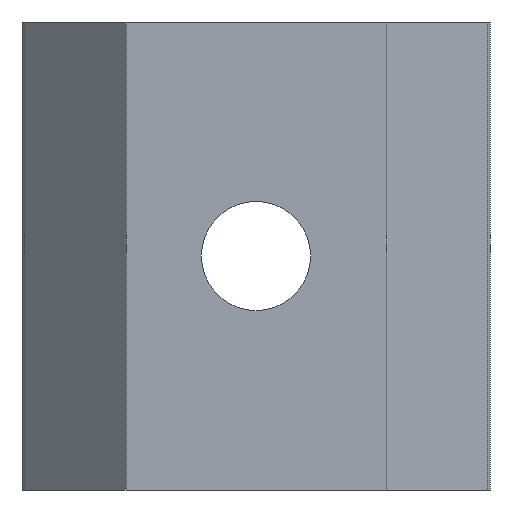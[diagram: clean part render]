
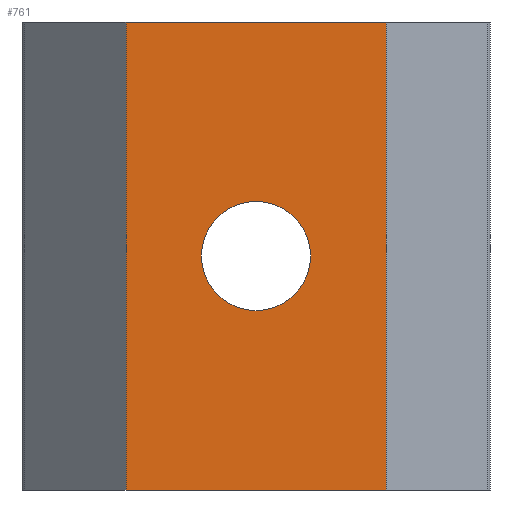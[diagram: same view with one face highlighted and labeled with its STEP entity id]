
A CAD part, front view. The second image highlights one B-rep face of the part: STEP entity #761.
In plain terms, the highlighted planar face has unit normal (0, -1, 0).
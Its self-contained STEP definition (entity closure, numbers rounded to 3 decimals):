
#5 = DIRECTION ( 'NONE',  ( 1., 0., 0. ) ) ;
#17 = CARTESIAN_POINT ( 'NONE',  ( 5., -4.5, -9. ) ) ;
#24 = EDGE_CURVE ( 'NONE', #443, #409, #467, .T. ) ;
#54 = VERTEX_POINT ( 'NONE', #582 ) ;
#55 = CARTESIAN_POINT ( 'NONE',  ( 5., -4.5, 9. ) ) ;
#63 = CARTESIAN_POINT ( 'NONE',  ( 5., -4.5, 9. ) ) ;
#72 = ORIENTED_EDGE ( 'NONE', *, *, #181, .T. ) ;
#107 = DIRECTION ( 'NONE',  ( 0., 1., 0. ) ) ;
#118 = LINE ( 'NONE', #140, #403 ) ;
#121 = DIRECTION ( 'NONE',  ( 0., 1., 0. ) ) ;
#131 = ORIENTED_EDGE ( 'NONE', *, *, #719, .T. ) ;
#140 = CARTESIAN_POINT ( 'NONE',  ( 5., -4.5, -9. ) ) ;
#165 = AXIS2_PLACEMENT_3D ( 'NONE', #63, #107, #194 ) ;
#181 = EDGE_CURVE ( 'NONE', #352, #54, #641, .T. ) ;
#194 = DIRECTION ( 'NONE',  ( -1., 0., 0. ) ) ;
#210 = DIRECTION ( 'NONE',  ( 0., 0., -1. ) ) ;
#234 = ORIENTED_EDGE ( 'NONE', *, *, #332, .T. ) ;
#238 = EDGE_CURVE ( 'NONE', #409, #672, #436, .T. ) ;
#253 = DIRECTION ( 'NONE',  ( 0., 0., -1. ) ) ;
#255 = ORIENTED_EDGE ( 'NONE', *, *, #238, .F. ) ;
#299 = VECTOR ( 'NONE', #253, 1000. ) ;
#311 = FACE_BOUND ( 'NONE', #363, .T. ) ;
#332 = EDGE_CURVE ( 'NONE', #443, #508, #678, .T. ) ;
#345 = CARTESIAN_POINT ( 'NONE',  ( -5., -4.5, 9. ) ) ;
#347 = CARTESIAN_POINT ( 'NONE',  ( 5., -4.5, 9. ) ) ;
#351 = CARTESIAN_POINT ( 'NONE',  ( -2.1, -4.5, 0. ) ) ;
#352 = VERTEX_POINT ( 'NONE', #351 ) ;
#362 = VECTOR ( 'NONE', #210, 1000. ) ;
#363 = EDGE_LOOP ( 'NONE', ( #72, #509 ) ) ;
#403 = VECTOR ( 'NONE', #5, 1000. ) ;
#409 = VERTEX_POINT ( 'NONE', #424 ) ;
#413 = CARTESIAN_POINT ( 'NONE',  ( -5., -4.5, 9. ) ) ;
#424 = CARTESIAN_POINT ( 'NONE',  ( 5., -4.5, 9. ) ) ;
#428 = FACE_OUTER_BOUND ( 'NONE', #619, .T. ) ;
#436 = LINE ( 'NONE', #347, #299 ) ;
#440 = CARTESIAN_POINT ( 'NONE',  ( 0., -4.5, 0. ) ) ;
#443 = VERTEX_POINT ( 'NONE', #413 ) ;
#452 = ORIENTED_EDGE ( 'NONE', *, *, #24, .F. ) ;
#467 = LINE ( 'NONE', #55, #624 ) ;
#473 = DIRECTION ( 'NONE',  ( 1., 0., 0. ) ) ;
#508 = VERTEX_POINT ( 'NONE', #545 ) ;
#509 = ORIENTED_EDGE ( 'NONE', *, *, #559, .T. ) ;
#519 = DIRECTION ( 'NONE',  ( 0., 1., 0. ) ) ;
#521 = PLANE ( 'NONE',  #165 ) ;
#524 = CIRCLE ( 'NONE', #636, 2.1 ) ;
#542 = DIRECTION ( 'NONE',  ( -1., 0., 0. ) ) ;
#545 = CARTESIAN_POINT ( 'NONE',  ( -5., -4.5, -9. ) ) ;
#559 = EDGE_CURVE ( 'NONE', #54, #352, #524, .T. ) ;
#582 = CARTESIAN_POINT ( 'NONE',  ( 2.1, -4.5, 0. ) ) ;
#585 = CARTESIAN_POINT ( 'NONE',  ( 0., -4.5, 0. ) ) ;
#619 = EDGE_LOOP ( 'NONE', ( #131, #255, #452, #234 ) ) ;
#624 = VECTOR ( 'NONE', #473, 1000. ) ;
#636 = AXIS2_PLACEMENT_3D ( 'NONE', #585, #519, #789 ) ;
#641 = CIRCLE ( 'NONE', #763, 2.1 ) ;
#672 = VERTEX_POINT ( 'NONE', #17 ) ;
#678 = LINE ( 'NONE', #345, #362 ) ;
#719 = EDGE_CURVE ( 'NONE', #508, #672, #118, .T. ) ;
#761 = ADVANCED_FACE ( 'NONE', ( #311, #428 ), #521, .F. ) ;
#763 = AXIS2_PLACEMENT_3D ( 'NONE', #440, #121, #542 ) ;
#789 = DIRECTION ( 'NONE',  ( -1., 0., 0. ) ) ;
